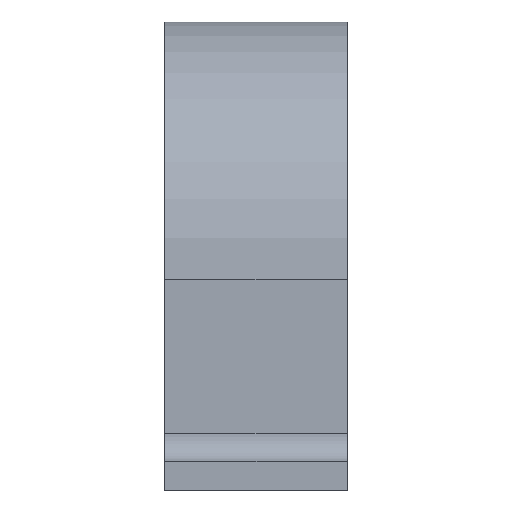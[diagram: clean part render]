
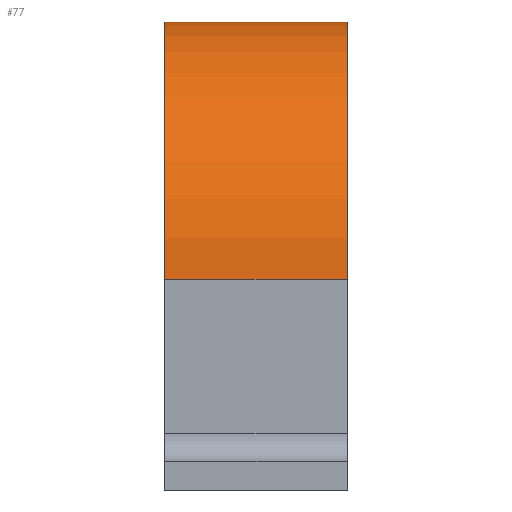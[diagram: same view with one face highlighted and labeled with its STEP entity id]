
A CAD part, left-side view. The second image highlights one B-rep face of the part: STEP entity #77.
In plain terms, the highlighted free-form (B-spline) face has degree [3, 1] with [4, 2] control points.
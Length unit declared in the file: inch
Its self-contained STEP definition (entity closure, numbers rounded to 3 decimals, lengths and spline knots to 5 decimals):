
#77=ADVANCED_FACE('',(#164),#165,.T.);
#164=FACE_OUTER_BOUND('',#302,.T.);
#165=B_SPLINE_SURFACE_WITH_KNOTS('',3,1,((#303,#304),(#305,#306),(#307,#308),(#309,#310)),.UNSPECIFIED.,.F.,.F.,.F.,(4,4),(2,2),(-1.0,-0.0),(0.0,1.625),.UNSPECIFIED.);
#302=EDGE_LOOP('',(#521,#522,#523,#524));
#303=CARTESIAN_POINT('',(3.67185,1.625,4.16037));
#304=CARTESIAN_POINT('',(3.67185,0.,4.16037));
#305=CARTESIAN_POINT('',(2.40984,1.625,4.16037));
#306=CARTESIAN_POINT('',(2.40984,0.,4.16037));
#307=CARTESIAN_POINT('',(1.38679,1.625,3.13732));
#308=CARTESIAN_POINT('',(1.38679,0.,3.13732));
#309=CARTESIAN_POINT('',(1.38679,1.625,1.87531));
#310=CARTESIAN_POINT('',(1.38679,0.,1.87531));
#521=ORIENTED_EDGE('',*,*,#714,.T.);
#522=ORIENTED_EDGE('',*,*,#715,.F.);
#523=ORIENTED_EDGE('',*,*,#647,.F.);
#524=ORIENTED_EDGE('',*,*,#696,.T.);
#647=EDGE_CURVE('',#754,#756,#757,.T.);
#696=EDGE_CURVE('',#754,#841,#843,.T.);
#714=EDGE_CURVE('',#841,#868,#869,.T.);
#715=EDGE_CURVE('',#756,#868,#870,.T.);
#754=VERTEX_POINT('',#913);
#756=VERTEX_POINT('',#916);
#757=B_SPLINE_CURVE_WITH_KNOTS('',3,(#917,#918,#919,#920),.UNSPECIFIED.,.F.,.F.,(4,4),(0.0,1.0),.UNSPECIFIED.);
#841=VERTEX_POINT('',#1078);
#843=LINE('',#1081,#1082);
#868=VERTEX_POINT('',#1123);
#869=B_SPLINE_CURVE_WITH_KNOTS('',3,(#1124,#1125,#1126,#1127),.UNSPECIFIED.,.F.,.F.,(4,4),(0.0,1.0),.UNSPECIFIED.);
#870=LINE('',#1128,#1129);
#913=CARTESIAN_POINT('',(1.38679,1.625,1.87531));
#916=CARTESIAN_POINT('',(3.67185,1.625,4.16037));
#917=CARTESIAN_POINT('',(1.38679,1.625,1.87531));
#918=CARTESIAN_POINT('',(1.38679,1.625,3.13732));
#919=CARTESIAN_POINT('',(2.40984,1.625,4.16037));
#920=CARTESIAN_POINT('',(3.67185,1.625,4.16037));
#1078=CARTESIAN_POINT('',(1.38679,0.,1.87531));
#1081=CARTESIAN_POINT('',(1.38679,1.625,1.87531));
#1082=VECTOR('',#1237,1.0);
#1123=CARTESIAN_POINT('',(3.67185,0.,4.16037));
#1124=CARTESIAN_POINT('',(1.38679,0.,1.87531));
#1125=CARTESIAN_POINT('',(1.38679,0.,3.13732));
#1126=CARTESIAN_POINT('',(2.40984,0.,4.16037));
#1127=CARTESIAN_POINT('',(3.67185,0.,4.16037));
#1128=CARTESIAN_POINT('',(3.67185,1.625,4.16037));
#1129=VECTOR('',#1248,1.0);
#1237=DIRECTION('',(0.0,-1.0,0.0));
#1248=DIRECTION('',(0.0,-1.0,0.0));
